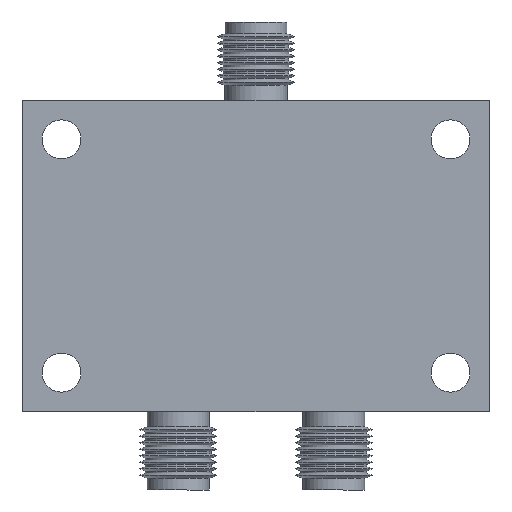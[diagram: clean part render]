
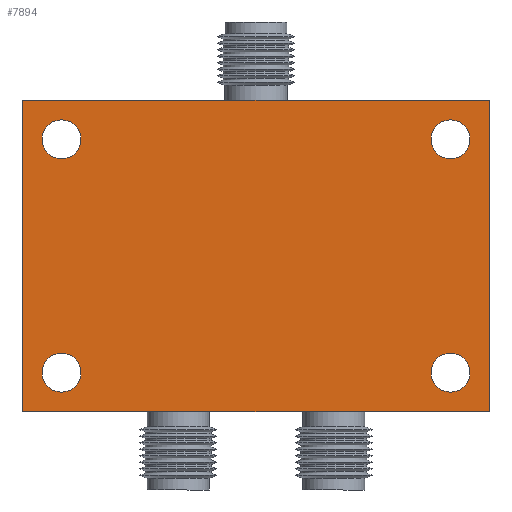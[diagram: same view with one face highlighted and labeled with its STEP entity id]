
A CAD part, front view. The second image highlights one B-rep face of the part: STEP entity #7894.
In plain terms, the highlighted planar face has unit normal (0, -1, 0).
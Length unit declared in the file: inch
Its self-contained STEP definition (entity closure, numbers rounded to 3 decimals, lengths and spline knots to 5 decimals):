
#34 = EDGE_LOOP ( 'NONE', ( #3446, #24766 ) ) ;
#308 = VERTEX_POINT ( 'NONE', #2220 ) ;
#345 = CARTESIAN_POINT ( 'NONE',  ( -3.25864, -0.20057, 3.74116 ) ) ;
#626 = LINE ( 'NONE', #3222, #27927 ) ;
#1165 = EDGE_CURVE ( 'NONE', #15576, #30548, #32057, .T. ) ;
#1384 = CIRCLE ( 'NONE', #28789, 0.0625 ) ;
#1545 = DIRECTION ( 'NONE',  ( 0., 0., 1. ) ) ;
#1638 = EDGE_CURVE ( 'NONE', #5829, #24781, #19347, .T. ) ;
#1775 = ORIENTED_EDGE ( 'NONE', *, *, #1165, .T. ) ;
#1964 = FACE_BOUND ( 'NONE', #34, .T. ) ;
#2220 = CARTESIAN_POINT ( 'NONE',  ( -4.75864, -0.20057, 4.74116 ) ) ;
#2681 = CARTESIAN_POINT ( 'NONE',  ( -3.25864, -0.20057, 4.74116 ) ) ;
#3143 = CARTESIAN_POINT ( 'NONE',  ( -3.38364, -0.20057, 4.61616 ) ) ;
#3222 = CARTESIAN_POINT ( 'NONE',  ( -4.75864, -0.20057, 4.74116 ) ) ;
#3446 = ORIENTED_EDGE ( 'NONE', *, *, #1638, .T. ) ;
#3764 = CARTESIAN_POINT ( 'NONE',  ( -3.38364, -0.20057, 3.80366 ) ) ;
#3952 = DIRECTION ( 'NONE',  ( 0., 0., 1. ) ) ;
#4379 = EDGE_LOOP ( 'NONE', ( #1775, #27848 ) ) ;
#4717 = FACE_BOUND ( 'NONE', #4379, .T. ) ;
#4783 = VERTEX_POINT ( 'NONE', #34278 ) ;
#5381 = EDGE_CURVE ( 'NONE', #11707, #21778, #22794, .T. ) ;
#5610 = DIRECTION ( 'NONE',  ( 0., 0., 1. ) ) ;
#5829 = VERTEX_POINT ( 'NONE', #21664 ) ;
#6888 = DIRECTION ( 'NONE',  ( 0., 0., 1. ) ) ;
#7396 = EDGE_CURVE ( 'NONE', #24781, #5829, #27453, .T. ) ;
#7576 = VECTOR ( 'NONE', #34821, 39.37008 ) ;
#7655 = EDGE_CURVE ( 'NONE', #11259, #4783, #12693, .T. ) ;
#7894 = ADVANCED_FACE ( 'NONE', ( #1964, #4717, #24064, #21349, #15880 ), #9015, .T. ) ;
#8410 = CARTESIAN_POINT ( 'NONE',  ( -3.38364, -0.20057, 4.55366 ) ) ;
#8618 = CARTESIAN_POINT ( 'NONE',  ( -4.63364, -0.20057, 4.55366 ) ) ;
#8782 = AXIS2_PLACEMENT_3D ( 'NONE', #17290, #33867, #5610 ) ;
#8808 = EDGE_CURVE ( 'NONE', #21778, #11707, #10139, .T. ) ;
#9015 = PLANE ( 'NONE',  #28659 ) ;
#9636 = CARTESIAN_POINT ( 'NONE',  ( -3.38364, -0.20057, 3.86616 ) ) ;
#10133 = VERTEX_POINT ( 'NONE', #11903 ) ;
#10135 = DIRECTION ( 'NONE',  ( -1., 0., 0. ) ) ;
#10139 = CIRCLE ( 'NONE', #21797, 0.0625 ) ;
#10436 = DIRECTION ( 'NONE',  ( 0., 0., 1. ) ) ;
#11085 = DIRECTION ( 'NONE',  ( 0., 0., -1. ) ) ;
#11259 = VERTEX_POINT ( 'NONE', #345 ) ;
#11707 = VERTEX_POINT ( 'NONE', #15121 ) ;
#11717 = DIRECTION ( 'NONE',  ( 0., 1., 0. ) ) ;
#11903 = CARTESIAN_POINT ( 'NONE',  ( -3.25864, -0.20057, 4.74116 ) ) ;
#12479 = VERTEX_POINT ( 'NONE', #3764 ) ;
#12592 = CARTESIAN_POINT ( 'NONE',  ( -4.75864, -0.20057, 4.74116 ) ) ;
#12693 = LINE ( 'NONE', #34738, #30952 ) ;
#12931 = ORIENTED_EDGE ( 'NONE', *, *, #18303, .T. ) ;
#13460 = AXIS2_PLACEMENT_3D ( 'NONE', #29651, #18556, #1545 ) ;
#13822 = DIRECTION ( 'NONE',  ( 0., 1., 0. ) ) ;
#13867 = CARTESIAN_POINT ( 'NONE',  ( -3.38364, -0.20057, 3.92866 ) ) ;
#14634 = ORIENTED_EDGE ( 'NONE', *, *, #25757, .F. ) ;
#15008 = ORIENTED_EDGE ( 'NONE', *, *, #17999, .F. ) ;
#15121 = CARTESIAN_POINT ( 'NONE',  ( -3.38364, -0.20057, 4.67866 ) ) ;
#15361 = VERTEX_POINT ( 'NONE', #13867 ) ;
#15576 = VERTEX_POINT ( 'NONE', #18351 ) ;
#15880 = FACE_OUTER_BOUND ( 'NONE', #30529, .T. ) ;
#16894 = CIRCLE ( 'NONE', #22726, 0.0625 ) ;
#17290 = CARTESIAN_POINT ( 'NONE',  ( -4.63364, -0.20057, 4.61616 ) ) ;
#17390 = EDGE_CURVE ( 'NONE', #12479, #15361, #16894, .T. ) ;
#17478 = ORIENTED_EDGE ( 'NONE', *, *, #8808, .T. ) ;
#17999 = EDGE_CURVE ( 'NONE', #308, #10133, #26260, .T. ) ;
#18303 = EDGE_CURVE ( 'NONE', #15361, #12479, #35556, .T. ) ;
#18351 = CARTESIAN_POINT ( 'NONE',  ( -4.63364, -0.20057, 4.67866 ) ) ;
#18556 = DIRECTION ( 'NONE',  ( 0., 1., 0. ) ) ;
#19221 = CARTESIAN_POINT ( 'NONE',  ( -4.63364, -0.20057, 3.86616 ) ) ;
#19347 = CIRCLE ( 'NONE', #30990, 0.0625 ) ;
#19995 = DIRECTION ( 'NONE',  ( 0., -1., 0. ) ) ;
#20173 = CARTESIAN_POINT ( 'NONE',  ( -4.75864, -0.20057, 4.74116 ) ) ;
#21349 = FACE_BOUND ( 'NONE', #26258, .T. ) ;
#21664 = CARTESIAN_POINT ( 'NONE',  ( -4.63364, -0.20057, 3.92866 ) ) ;
#21778 = VERTEX_POINT ( 'NONE', #8410 ) ;
#21797 = AXIS2_PLACEMENT_3D ( 'NONE', #34365, #23446, #26151 ) ;
#22096 = DIRECTION ( 'NONE',  ( 0., 1., 0. ) ) ;
#22328 = DIRECTION ( 'NONE',  ( 0., 1., 0. ) ) ;
#22678 = DIRECTION ( 'NONE',  ( 0., 0., 1. ) ) ;
#22726 = AXIS2_PLACEMENT_3D ( 'NONE', #9636, #31868, #6888 ) ;
#22742 = CARTESIAN_POINT ( 'NONE',  ( -4.63364, -0.20057, 3.86616 ) ) ;
#22794 = CIRCLE ( 'NONE', #27418, 0.0625 ) ;
#23446 = DIRECTION ( 'NONE',  ( 0., 1., 0. ) ) ;
#23527 = ORIENTED_EDGE ( 'NONE', *, *, #17390, .T. ) ;
#23567 = ORIENTED_EDGE ( 'NONE', *, *, #33288, .F. ) ;
#24064 = FACE_BOUND ( 'NONE', #28022, .T. ) ;
#24528 = ORIENTED_EDGE ( 'NONE', *, *, #5381, .T. ) ;
#24766 = ORIENTED_EDGE ( 'NONE', *, *, #7396, .T. ) ;
#24781 = VERTEX_POINT ( 'NONE', #33096 ) ;
#25427 = DIRECTION ( 'NONE',  ( 0., 0., -1. ) ) ;
#25757 = EDGE_CURVE ( 'NONE', #4783, #308, #626, .T. ) ;
#26151 = DIRECTION ( 'NONE',  ( 0., 0., 1. ) ) ;
#26258 = EDGE_LOOP ( 'NONE', ( #12931, #23527 ) ) ;
#26260 = LINE ( 'NONE', #12592, #7576 ) ;
#27418 = AXIS2_PLACEMENT_3D ( 'NONE', #3143, #11717, #22678 ) ;
#27453 = CIRCLE ( 'NONE', #29786, 0.0625 ) ;
#27848 = ORIENTED_EDGE ( 'NONE', *, *, #29659, .T. ) ;
#27927 = VECTOR ( 'NONE', #3952, 39.37008 ) ;
#27929 = DIRECTION ( 'NONE',  ( 0., 0., 1. ) ) ;
#28022 = EDGE_LOOP ( 'NONE', ( #24528, #17478 ) ) ;
#28516 = ORIENTED_EDGE ( 'NONE', *, *, #7655, .F. ) ;
#28659 = AXIS2_PLACEMENT_3D ( 'NONE', #20173, #19995, #25427 ) ;
#28789 = AXIS2_PLACEMENT_3D ( 'NONE', #35569, #22096, #10436 ) ;
#29651 = CARTESIAN_POINT ( 'NONE',  ( -3.38364, -0.20057, 3.86616 ) ) ;
#29659 = EDGE_CURVE ( 'NONE', #30548, #15576, #1384, .T. ) ;
#29786 = AXIS2_PLACEMENT_3D ( 'NONE', #22742, #13822, #36033 ) ;
#30408 = LINE ( 'NONE', #2681, #31893 ) ;
#30529 = EDGE_LOOP ( 'NONE', ( #14634, #28516, #23567, #15008 ) ) ;
#30548 = VERTEX_POINT ( 'NONE', #8618 ) ;
#30952 = VECTOR ( 'NONE', #10135, 39.37008 ) ;
#30990 = AXIS2_PLACEMENT_3D ( 'NONE', #19221, #22328, #27929 ) ;
#31868 = DIRECTION ( 'NONE',  ( 0., 1., 0. ) ) ;
#31893 = VECTOR ( 'NONE', #11085, 39.37008 ) ;
#32057 = CIRCLE ( 'NONE', #8782, 0.0625 ) ;
#33096 = CARTESIAN_POINT ( 'NONE',  ( -4.63364, -0.20057, 3.80366 ) ) ;
#33288 = EDGE_CURVE ( 'NONE', #10133, #11259, #30408, .T. ) ;
#33867 = DIRECTION ( 'NONE',  ( 0., 1., 0. ) ) ;
#34278 = CARTESIAN_POINT ( 'NONE',  ( -4.75864, -0.20057, 3.74116 ) ) ;
#34365 = CARTESIAN_POINT ( 'NONE',  ( -3.38364, -0.20057, 4.61616 ) ) ;
#34738 = CARTESIAN_POINT ( 'NONE',  ( -4.75864, -0.20057, 3.74116 ) ) ;
#34821 = DIRECTION ( 'NONE',  ( 1., 0., 0. ) ) ;
#35556 = CIRCLE ( 'NONE', #13460, 0.0625 ) ;
#35569 = CARTESIAN_POINT ( 'NONE',  ( -4.63364, -0.20057, 4.61616 ) ) ;
#36033 = DIRECTION ( 'NONE',  ( 0., 0., 1. ) ) ;
